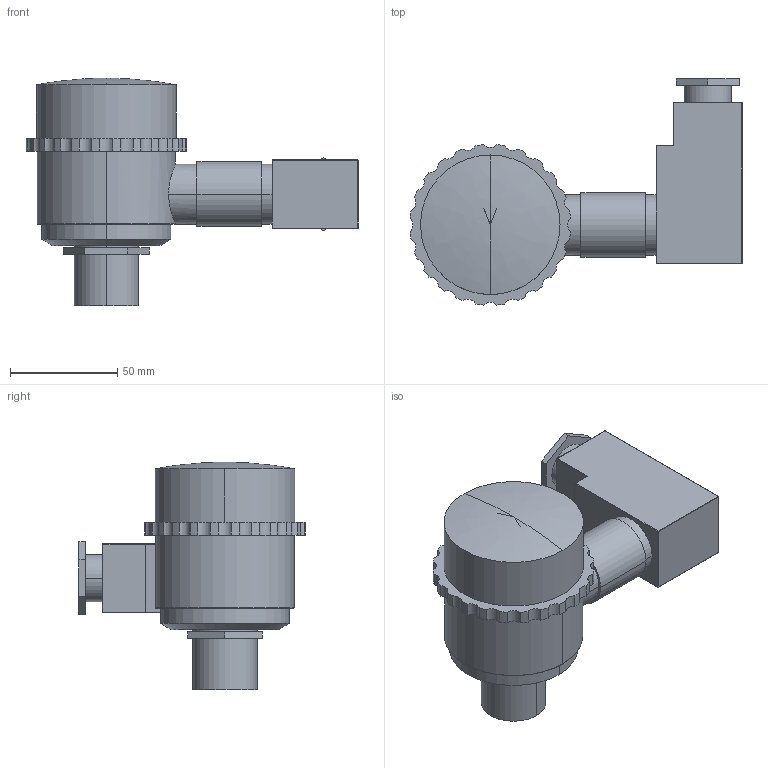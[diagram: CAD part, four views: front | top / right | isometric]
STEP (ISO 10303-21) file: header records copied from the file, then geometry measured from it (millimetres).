
FILE_DESCRIPTION((''),'2;1');
FILE_NAME('PRT0001_SW0004','2012-03-23T',('dhelisch'),(''),'PRO/ENGINEER BY PARAMETRIC TECHNOLOGY CORPORATION, 2007250','PRO/ENGINEER BY PARAMETRIC TECHNOLOGY CORPORATION, 2007250','');
FILE_SCHEMA(('CONFIG_CONTROL_DESIGN'));
Length unit declared in the file: millimetre
Products named in the file (1): PRT0001_SW0004
Bounding box: 154.63 x 105.38 x 106 mm (x, y, z)
Surface area: 44723.1 mm2 (no closed solid volume)
Topology: 0 solids, 1 shells, 130 faces, 322 edges, 207 vertices
Faces by surface type: cylinder 83, plane 31, sphere 10, bspline 2, torus 2, cone 2
Entity records: 5034 total; most frequent: CARTESIAN_POINT 769, DIRECTION 741, ORIENTED_EDGE 632, EDGE_CURVE 316, AXIS2_PLACEMENT_3D 299, VERTEX_POINT 199, CIRCLE 170, VECTOR 143
